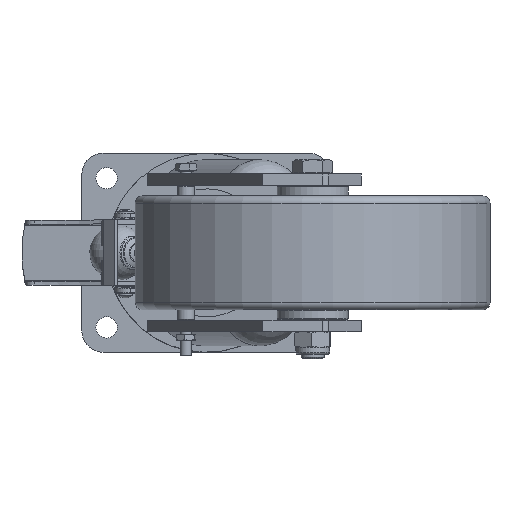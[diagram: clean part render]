
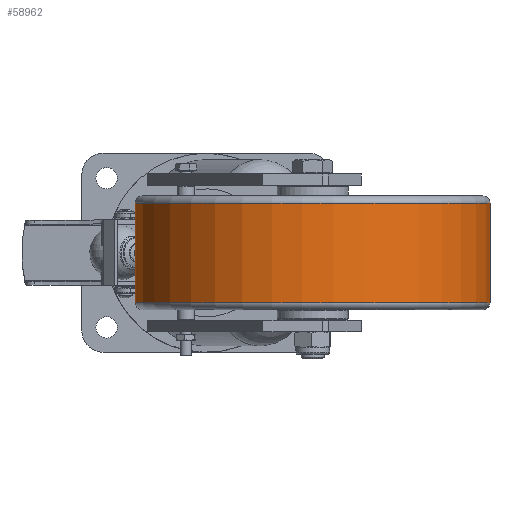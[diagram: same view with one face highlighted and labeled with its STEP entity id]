
A CAD part, front view. The second image highlights one B-rep face of the part: STEP entity #58962.
In plain terms, the highlighted cylindrical face has radius 125 mm (diameter 250 mm), a full revolution.
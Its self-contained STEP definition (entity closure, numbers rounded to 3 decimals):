
#2817 = DIRECTION ( 'NONE',  ( 0., 0., -1. ) ) ;
#3802 = CARTESIAN_POINT ( 'NONE',  ( -49.792, -172.791, 35. ) ) ;
#6404 = VERTEX_POINT ( 'NONE', #3802 ) ;
#7729 = DIRECTION ( 'NONE',  ( 0.998, -0.058, 0. ) ) ;
#8201 = CARTESIAN_POINT ( 'NONE',  ( 75., -180., -35. ) ) ;
#12076 = ORIENTED_EDGE ( 'NONE', *, *, #40158, .T. ) ;
#13082 = CARTESIAN_POINT ( 'NONE',  ( 199.792, -187.209, -35. ) ) ;
#15902 = CYLINDRICAL_SURFACE ( 'NONE', #21190, 125. ) ;
#21190 = AXIS2_PLACEMENT_3D ( 'NONE', #42847, #38093, #7729 ) ;
#22879 = AXIS2_PLACEMENT_3D ( 'NONE', #54857, #2817, #34261 ) ;
#27449 = EDGE_LOOP ( 'NONE', ( #12076 ) ) ;
#27458 = CIRCLE ( 'NONE', #22879, 125. ) ;
#34261 = DIRECTION ( 'NONE',  ( -0.998, 0.058, 0. ) ) ;
#38093 = DIRECTION ( 'NONE',  ( 0., 0., -1. ) ) ;
#40158 = EDGE_CURVE ( 'NONE', #43735, #43735, #53288, .T. ) ;
#41002 = FACE_OUTER_BOUND ( 'NONE', #61574, .T. ) ;
#42847 = CARTESIAN_POINT ( 'NONE',  ( 75., -180., 0. ) ) ;
#43103 = EDGE_CURVE ( 'NONE', #6404, #6404, #27458, .T. ) ;
#43735 = VERTEX_POINT ( 'NONE', #13082 ) ;
#47018 = ORIENTED_EDGE ( 'NONE', *, *, #43103, .T. ) ;
#50724 = FACE_OUTER_BOUND ( 'NONE', #27449, .T. ) ;
#53275 = AXIS2_PLACEMENT_3D ( 'NONE', #8201, #54589, #59614 ) ;
#53288 = CIRCLE ( 'NONE', #53275, 125. ) ;
#54589 = DIRECTION ( 'NONE',  ( 0., 0., 1. ) ) ;
#54857 = CARTESIAN_POINT ( 'NONE',  ( 75., -180., 35. ) ) ;
#58962 = ADVANCED_FACE ( 'NONE', ( #50724, #41002 ), #15902, .T. ) ;
#59614 = DIRECTION ( 'NONE',  ( 0.998, -0.058, 0. ) ) ;
#61574 = EDGE_LOOP ( 'NONE', ( #47018 ) ) ;
